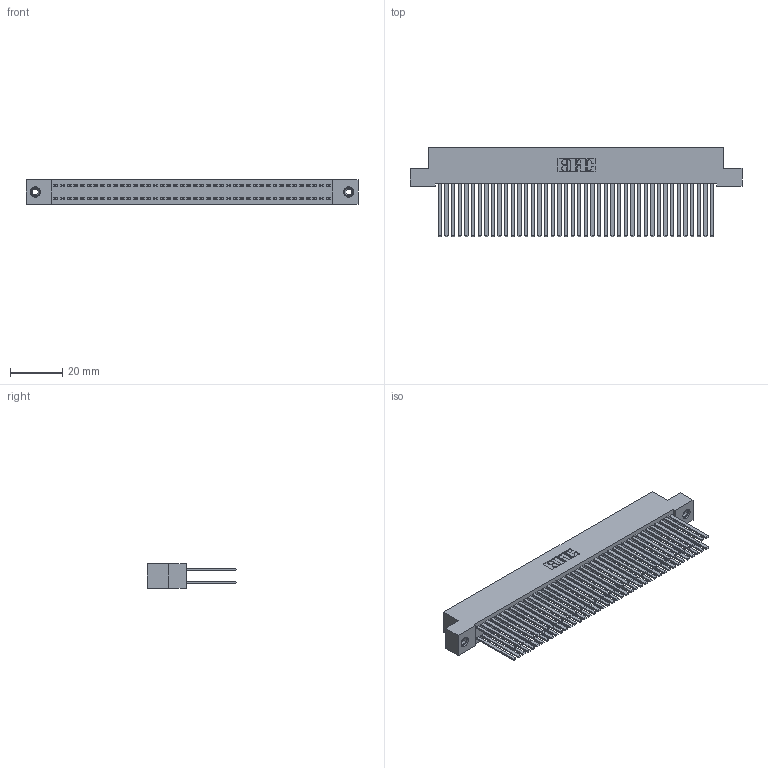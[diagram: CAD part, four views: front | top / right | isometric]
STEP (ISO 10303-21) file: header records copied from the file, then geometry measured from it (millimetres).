
FILE_DESCRIPTION (( 'STEP AP203' ), '1' );
FILE_NAME ('342-084-544-208.STEP', '2019-10-04T12:45:12', ( '' ), ( '' ), 'SwSTEP 2.0', 'SolidWorks 2016', '' );
FILE_SCHEMA (( 'CONFIG_CONTROL_DESIGN' ));
Length unit declared in the file: inch
Products named in the file (4): 342 Part_TI; 345-292-001_345-293-144; 345-250-001_345-250-003-102; 342-084-544-208
Assembly tree (87 placements, depth 2):
  342-084-544-208
    342 Part_TI
    345-292-001_345-293-144  x84
    345-250-001_345-250-003-102  x2
Bounding box: 127 x 34.3 x 9.4 mm (x, y, z)
Volume: 12582.8 mm3; surface area: 23752.9 mm2
Topology: 87 solids, 87 shells, 4034 faces, 11943 edges, 7842 vertices
Faces by surface type: plane 2786, cylinder 1232, cone 12, torus 4
Entity records: 27890 total; most frequent: CARTESIAN_POINT 4601, ORIENTED_EDGE 4530, DIRECTION 3959, EDGE_CURVE 2265, LINE 2121, VECTOR 2121, VERTEX_POINT 1504, AXIS2_PLACEMENT_3D 919
